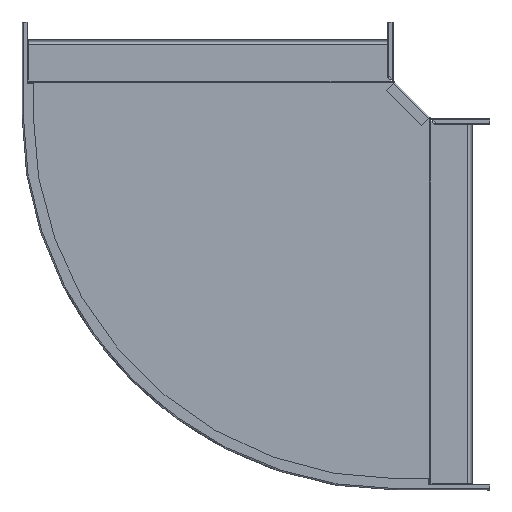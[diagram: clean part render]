
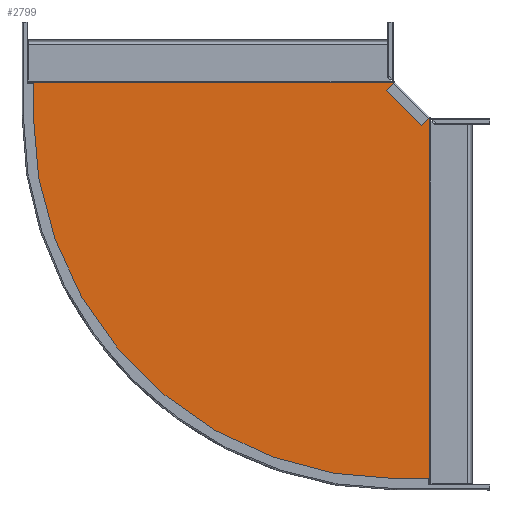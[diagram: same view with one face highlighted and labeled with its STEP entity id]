
A CAD part, front view. The second image highlights one B-rep face of the part: STEP entity #2799.
In plain terms, the highlighted planar face has unit normal (0, -1, 0).
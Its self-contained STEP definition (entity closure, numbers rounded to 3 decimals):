
#198 = CARTESIAN_POINT ( 'NONE',  ( -19.662, -1., -517.912 ) ) ;
#202 = VECTOR ( 'NONE', #2853, 1000. ) ;
#211 = VERTEX_POINT ( 'NONE', #3313 ) ;
#266 = EDGE_CURVE ( 'NONE', #3547, #2889, #5015, .T. ) ;
#315 = CIRCLE ( 'NONE', #5132, 498.25 ) ;
#337 = DIRECTION ( 'NONE',  ( 0., 0., -1. ) ) ;
#416 = VECTOR ( 'NONE', #4587, 1000. ) ;
#431 = ORIENTED_EDGE ( 'NONE', *, *, #266, .T. ) ;
#496 = ORIENTED_EDGE ( 'NONE', *, *, #5001, .F. ) ;
#520 = VECTOR ( 'NONE', #5041, 1000. ) ;
#576 = DIRECTION ( 'NONE',  ( 0.707, 0., -0.707 ) ) ;
#606 = CARTESIAN_POINT ( 'NONE',  ( 23.412, -1., -517.912 ) ) ;
#627 = CARTESIAN_POINT ( 'NONE',  ( -12.021, -1., 12.021 ) ) ;
#774 = CARTESIAN_POINT ( 'NONE',  ( -19.662, -1., -19.662 ) ) ;
#779 = CARTESIAN_POINT ( 'NONE',  ( 23.412, -1., -517.912 ) ) ;
#796 = LINE ( 'NONE', #1921, #2918 ) ;
#923 = CARTESIAN_POINT ( 'NONE',  ( -517.912, -1., -19.662 ) ) ;
#974 = EDGE_CURVE ( 'NONE', #1870, #3959, #1082, .T. ) ;
#993 = LINE ( 'NONE', #606, #1817 ) ;
#1082 = LINE ( 'NONE', #3613, #5094 ) ;
#1101 = CARTESIAN_POINT ( 'NONE',  ( -19.662, -1., -517.912 ) ) ;
#1271 = CARTESIAN_POINT ( 'NONE',  ( 75.912, -1., -511.412 ) ) ;
#1464 = EDGE_CURVE ( 'NONE', #3376, #211, #2159, .T. ) ;
#1496 = EDGE_CURVE ( 'NONE', #1870, #1552, #4066, .T. ) ;
#1500 = CARTESIAN_POINT ( 'NONE',  ( 24.048, -1., -24.048 ) ) ;
#1552 = VERTEX_POINT ( 'NONE', #1500 ) ;
#1759 = CARTESIAN_POINT ( 'NONE',  ( 24.048, -1., -511.412 ) ) ;
#1817 = VECTOR ( 'NONE', #1904, 1000. ) ;
#1824 = ORIENTED_EDGE ( 'NONE', *, *, #1496, .F. ) ;
#1870 = VERTEX_POINT ( 'NONE', #3743 ) ;
#1904 = DIRECTION ( 'NONE',  ( 0., 0., -1. ) ) ;
#1907 = CARTESIAN_POINT ( 'NONE',  ( -19.662, -1., -19.662 ) ) ;
#1921 = CARTESIAN_POINT ( 'NONE',  ( -517.912, -1., -19.662 ) ) ;
#1935 = ORIENTED_EDGE ( 'NONE', *, *, #3419, .T. ) ;
#1998 = CARTESIAN_POINT ( 'NONE',  ( -511.412, -1., 24.048 ) ) ;
#2012 = CARTESIAN_POINT ( 'NONE',  ( 24.048, -1., -19.662 ) ) ;
#2084 = EDGE_CURVE ( 'NONE', #211, #4122, #993, .T. ) ;
#2106 = FACE_OUTER_BOUND ( 'NONE', #3911, .T. ) ;
#2159 = LINE ( 'NONE', #1271, #2622 ) ;
#2182 = CARTESIAN_POINT ( 'NONE',  ( -511.412, -1., 75.912 ) ) ;
#2389 = AXIS2_PLACEMENT_3D ( 'NONE', #774, #3328, #337 ) ;
#2531 = DIRECTION ( 'NONE',  ( 0., 0., 1. ) ) ;
#2622 = VECTOR ( 'NONE', #3006, 1000. ) ;
#2661 = VERTEX_POINT ( 'NONE', #923 ) ;
#2666 = LINE ( 'NONE', #2182, #4849 ) ;
#2799 = ADVANCED_FACE ( 'NONE', ( #2106 ), #5029, .T. ) ;
#2853 = DIRECTION ( 'NONE',  ( 1., 0., 0. ) ) ;
#2889 = VERTEX_POINT ( 'NONE', #3771 ) ;
#2918 = VECTOR ( 'NONE', #2531, 1000. ) ;
#3006 = DIRECTION ( 'NONE',  ( -1., 0., 0. ) ) ;
#3236 = DIRECTION ( 'NONE',  ( 0., 1., 0. ) ) ;
#3265 = DIRECTION ( 'NONE',  ( 0., 0., -1. ) ) ;
#3313 = CARTESIAN_POINT ( 'NONE',  ( 23.412, -1., -511.412 ) ) ;
#3328 = DIRECTION ( 'NONE',  ( 0., -1., 0. ) ) ;
#3337 = EDGE_CURVE ( 'NONE', #1552, #3376, #3826, .T. ) ;
#3369 = CARTESIAN_POINT ( 'NONE',  ( -517.912, -1., 23.412 ) ) ;
#3376 = VERTEX_POINT ( 'NONE', #1759 ) ;
#3419 = EDGE_CURVE ( 'NONE', #3959, #3547, #2666, .T. ) ;
#3468 = ORIENTED_EDGE ( 'NONE', *, *, #3337, .F. ) ;
#3547 = VERTEX_POINT ( 'NONE', #4693 ) ;
#3558 = ORIENTED_EDGE ( 'NONE', *, *, #974, .T. ) ;
#3613 = CARTESIAN_POINT ( 'NONE',  ( -19.662, -1., 24.048 ) ) ;
#3655 = ORIENTED_EDGE ( 'NONE', *, *, #5491, .F. ) ;
#3693 = LINE ( 'NONE', #198, #202 ) ;
#3743 = CARTESIAN_POINT ( 'NONE',  ( -24.048, -1., 24.048 ) ) ;
#3771 = CARTESIAN_POINT ( 'NONE',  ( -517.912, -1., 23.412 ) ) ;
#3826 = LINE ( 'NONE', #2012, #416 ) ;
#3911 = EDGE_LOOP ( 'NONE', ( #1824, #3558, #1935, #431, #3655, #496, #5435, #4047, #5161, #3468 ) ) ;
#3943 = EDGE_CURVE ( 'NONE', #5047, #4122, #3693, .T. ) ;
#3959 = VERTEX_POINT ( 'NONE', #1998 ) ;
#4047 = ORIENTED_EDGE ( 'NONE', *, *, #2084, .F. ) ;
#4066 = LINE ( 'NONE', #627, #4918 ) ;
#4078 = DIRECTION ( 'NONE',  ( -1., 0., 0. ) ) ;
#4122 = VERTEX_POINT ( 'NONE', #779 ) ;
#4587 = DIRECTION ( 'NONE',  ( 0., 0., -1. ) ) ;
#4693 = CARTESIAN_POINT ( 'NONE',  ( -511.412, -1., 23.412 ) ) ;
#4727 = DIRECTION ( 'NONE',  ( 0., 0., -1. ) ) ;
#4849 = VECTOR ( 'NONE', #4727, 1000. ) ;
#4918 = VECTOR ( 'NONE', #576, 1000. ) ;
#5001 = EDGE_CURVE ( 'NONE', #5047, #2661, #315, .T. ) ;
#5015 = LINE ( 'NONE', #3369, #520 ) ;
#5029 = PLANE ( 'NONE',  #2389 ) ;
#5041 = DIRECTION ( 'NONE',  ( -1., 0., 0. ) ) ;
#5047 = VERTEX_POINT ( 'NONE', #1101 ) ;
#5094 = VECTOR ( 'NONE', #4078, 1000. ) ;
#5132 = AXIS2_PLACEMENT_3D ( 'NONE', #1907, #3236, #3265 ) ;
#5161 = ORIENTED_EDGE ( 'NONE', *, *, #1464, .F. ) ;
#5435 = ORIENTED_EDGE ( 'NONE', *, *, #3943, .T. ) ;
#5491 = EDGE_CURVE ( 'NONE', #2661, #2889, #796, .T. ) ;
